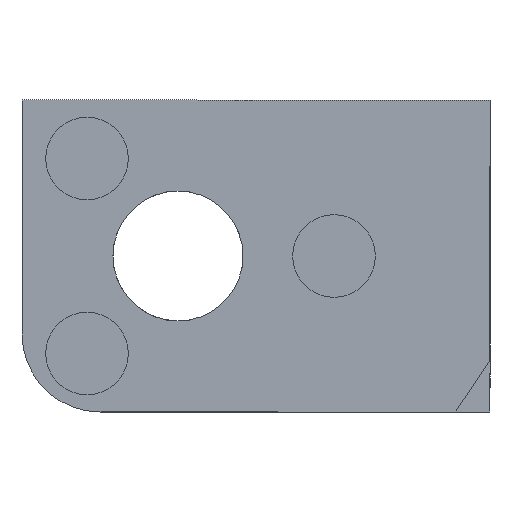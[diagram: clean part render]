
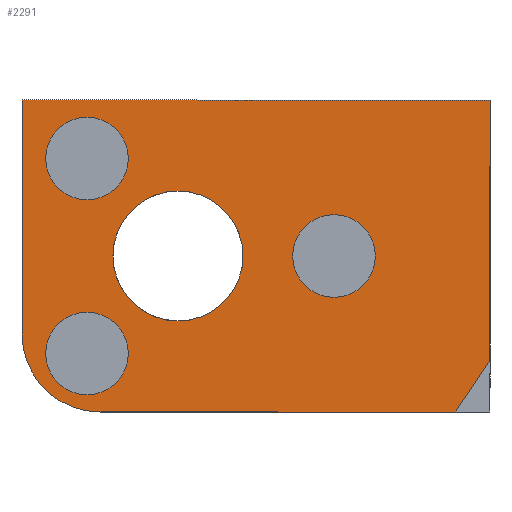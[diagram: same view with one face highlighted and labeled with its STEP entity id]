
A CAD part, front view. The second image highlights one B-rep face of the part: STEP entity #2291.
In plain terms, the highlighted planar face has unit normal (0, -1, 0).
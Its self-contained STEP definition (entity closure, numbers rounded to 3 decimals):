
#40 = EDGE_CURVE ( 'NONE', #1144, #1186, #1681, .T. ) ;
#66 = EDGE_CURVE ( 'NONE', #1075, #2789, #663, .T. ) ;
#99 = CARTESIAN_POINT ( 'NONE',  ( -4.5, 0., -1.5 ) ) ;
#115 = EDGE_CURVE ( 'NONE', #1017, #1578, #2757, .T. ) ;
#131 = VECTOR ( 'NONE', #1199, 1000. ) ;
#161 = CARTESIAN_POINT ( 'NONE',  ( -3.25, 0., -1.08 ) ) ;
#178 = DIRECTION ( 'NONE',  ( 0., 0., -1. ) ) ;
#210 = VERTEX_POINT ( 'NONE', #1122 ) ;
#223 = DIRECTION ( 'NONE',  ( 0., 0., -1. ) ) ;
#226 = AXIS2_PLACEMENT_3D ( 'NONE', #1812, #379, #2508 ) ;
#312 = VECTOR ( 'NONE', #1804, 1000. ) ;
#336 = CARTESIAN_POINT ( 'NONE',  ( -3.25, 0., 1.875 ) ) ;
#372 = CARTESIAN_POINT ( 'NONE',  ( -1.5, 0., 0. ) ) ;
#379 = DIRECTION ( 'NONE',  ( 0., -1., 0. ) ) ;
#395 = DIRECTION ( 'NONE',  ( 0., -1., 0. ) ) ;
#420 = EDGE_CURVE ( 'NONE', #1853, #1849, #1027, .T. ) ;
#421 = DIRECTION ( 'NONE',  ( 0., 0., -1. ) ) ;
#447 = ORIENTED_EDGE ( 'NONE', *, *, #66, .F. ) ;
#498 = EDGE_CURVE ( 'NONE', #1409, #2423, #1860, .T. ) ;
#521 = VECTOR ( 'NONE', #1322, 1000. ) ;
#564 = ORIENTED_EDGE ( 'NONE', *, *, #2255, .F. ) ;
#597 = CARTESIAN_POINT ( 'NONE',  ( 4.5, 0., -3. ) ) ;
#663 = CIRCLE ( 'NONE', #2190, 0.795 ) ;
#667 = ORIENTED_EDGE ( 'NONE', *, *, #420, .F. ) ;
#673 = CIRCLE ( 'NONE', #2065, 1.25 ) ;
#728 = ORIENTED_EDGE ( 'NONE', *, *, #498, .F. ) ;
#825 = EDGE_LOOP ( 'NONE', ( #2164, #667 ) ) ;
#841 = EDGE_CURVE ( 'NONE', #2789, #1075, #2643, .T. ) ;
#859 = AXIS2_PLACEMENT_3D ( 'NONE', #2999, #2292, #178 ) ;
#863 = DIRECTION ( 'NONE',  ( 0., 0., -1. ) ) ;
#1017 = VERTEX_POINT ( 'NONE', #1844 ) ;
#1027 = CIRCLE ( 'NONE', #2085, 0.795 ) ;
#1032 = ORIENTED_EDGE ( 'NONE', *, *, #841, .F. ) ;
#1057 = CARTESIAN_POINT ( 'NONE',  ( 1.5, 0., 0.795 ) ) ;
#1071 = CARTESIAN_POINT ( 'NONE',  ( -3., 0., -1.5 ) ) ;
#1075 = VERTEX_POINT ( 'NONE', #161 ) ;
#1105 = AXIS2_PLACEMENT_3D ( 'NONE', #1071, #1313, #863 ) ;
#1119 = VECTOR ( 'NONE', #2332, 1000. ) ;
#1122 = CARTESIAN_POINT ( 'NONE',  ( -3., 0., -3. ) ) ;
#1142 = PLANE ( 'NONE',  #1680 ) ;
#1144 = VERTEX_POINT ( 'NONE', #1650 ) ;
#1186 = VERTEX_POINT ( 'NONE', #1473 ) ;
#1199 = DIRECTION ( 'NONE',  ( -0.555, 0., -0.832 ) ) ;
#1231 = ORIENTED_EDGE ( 'NONE', *, *, #1404, .T. ) ;
#1249 = CARTESIAN_POINT ( 'NONE',  ( -3.25, 0., -1.875 ) ) ;
#1257 = DIRECTION ( 'NONE',  ( 0., -1., 0. ) ) ;
#1313 = DIRECTION ( 'NONE',  ( 0., -1., 0. ) ) ;
#1322 = DIRECTION ( 'NONE',  ( 1., 0., 0. ) ) ;
#1323 = EDGE_CURVE ( 'NONE', #1578, #1017, #1974, .T. ) ;
#1331 = DIRECTION ( 'NONE',  ( 0., -1., 0. ) ) ;
#1338 = CARTESIAN_POINT ( 'NONE',  ( 1.5, 0., 0. ) ) ;
#1347 = FACE_BOUND ( 'NONE', #825, .T. ) ;
#1394 = CARTESIAN_POINT ( 'NONE',  ( 0., 0., 0. ) ) ;
#1404 = EDGE_CURVE ( 'NONE', #3012, #210, #1467, .T. ) ;
#1409 = VERTEX_POINT ( 'NONE', #1499 ) ;
#1417 = FACE_BOUND ( 'NONE', #2601, .T. ) ;
#1423 = EDGE_CURVE ( 'NONE', #2423, #1409, #673, .T. ) ;
#1460 = ORIENTED_EDGE ( 'NONE', *, *, #2323, .F. ) ;
#1467 = CIRCLE ( 'NONE', #1105, 1.5 ) ;
#1473 = CARTESIAN_POINT ( 'NONE',  ( 4.5, 0., 3. ) ) ;
#1498 = ORIENTED_EDGE ( 'NONE', *, *, #40, .F. ) ;
#1499 = CARTESIAN_POINT ( 'NONE',  ( -1.5, 0., 1.25 ) ) ;
#1578 = VERTEX_POINT ( 'NONE', #2114 ) ;
#1631 = DIRECTION ( 'NONE',  ( 0., -1., 0. ) ) ;
#1650 = CARTESIAN_POINT ( 'NONE',  ( -4.5, 0., 3. ) ) ;
#1680 = AXIS2_PLACEMENT_3D ( 'NONE', #1394, #1631, #223 ) ;
#1681 = LINE ( 'NONE', #2971, #521 ) ;
#1715 = DIRECTION ( 'NONE',  ( 0., 0., -1. ) ) ;
#1753 = FACE_OUTER_BOUND ( 'NONE', #2005, .T. ) ;
#1788 = LINE ( 'NONE', #2586, #1119 ) ;
#1804 = DIRECTION ( 'NONE',  ( 0., 0., 1. ) ) ;
#1812 = CARTESIAN_POINT ( 'NONE',  ( -3.25, 0., 1.875 ) ) ;
#1820 = LINE ( 'NONE', #597, #1851 ) ;
#1832 = ORIENTED_EDGE ( 'NONE', *, *, #1323, .F. ) ;
#1844 = CARTESIAN_POINT ( 'NONE',  ( -3.25, 0., 1.08 ) ) ;
#1849 = VERTEX_POINT ( 'NONE', #2446 ) ;
#1851 = VECTOR ( 'NONE', #2195, 1000. ) ;
#1853 = VERTEX_POINT ( 'NONE', #1057 ) ;
#1860 = CIRCLE ( 'NONE', #859, 1.25 ) ;
#1926 = CARTESIAN_POINT ( 'NONE',  ( -3.25, 0., -2.67 ) ) ;
#1943 = VERTEX_POINT ( 'NONE', #2518 ) ;
#1974 = CIRCLE ( 'NONE', #2424, 0.795 ) ;
#2005 = EDGE_LOOP ( 'NONE', ( #1460, #564, #1498, #2936, #1231, #2047 ) ) ;
#2047 = ORIENTED_EDGE ( 'NONE', *, *, #3010, .F. ) ;
#2065 = AXIS2_PLACEMENT_3D ( 'NONE', #372, #1331, #2747 ) ;
#2085 = AXIS2_PLACEMENT_3D ( 'NONE', #2927, #2188, #1715 ) ;
#2114 = CARTESIAN_POINT ( 'NONE',  ( -3.25, 0., 2.67 ) ) ;
#2159 = AXIS2_PLACEMENT_3D ( 'NONE', #1338, #2294, #2299 ) ;
#2164 = ORIENTED_EDGE ( 'NONE', *, *, #2544, .F. ) ;
#2169 = CARTESIAN_POINT ( 'NONE',  ( 4.5, 0., -2.007 ) ) ;
#2188 = DIRECTION ( 'NONE',  ( 0., -1., 0. ) ) ;
#2190 = AXIS2_PLACEMENT_3D ( 'NONE', #2300, #395, #421 ) ;
#2195 = DIRECTION ( 'NONE',  ( -1., 0., 0. ) ) ;
#2217 = VERTEX_POINT ( 'NONE', #2944 ) ;
#2255 = EDGE_CURVE ( 'NONE', #1186, #1943, #1788, .T. ) ;
#2291 = ADVANCED_FACE ( 'NONE', ( #1753, #1347, #1417, #2987, #2943 ), #1142, .T. ) ;
#2292 = DIRECTION ( 'NONE',  ( 0., -1., 0. ) ) ;
#2294 = DIRECTION ( 'NONE',  ( 0., -1., 0. ) ) ;
#2299 = DIRECTION ( 'NONE',  ( 0., 0., -1. ) ) ;
#2300 = CARTESIAN_POINT ( 'NONE',  ( -3.25, 0., -1.875 ) ) ;
#2323 = EDGE_CURVE ( 'NONE', #1943, #2217, #2463, .T. ) ;
#2332 = DIRECTION ( 'NONE',  ( 0., 0., -1. ) ) ;
#2416 = ORIENTED_EDGE ( 'NONE', *, *, #115, .F. ) ;
#2423 = VERTEX_POINT ( 'NONE', #2625 ) ;
#2424 = AXIS2_PLACEMENT_3D ( 'NONE', #336, #2935, #2701 ) ;
#2446 = CARTESIAN_POINT ( 'NONE',  ( 1.5, 0., -0.795 ) ) ;
#2463 = LINE ( 'NONE', #2169, #131 ) ;
#2508 = DIRECTION ( 'NONE',  ( 0., 0., -1. ) ) ;
#2514 = CARTESIAN_POINT ( 'NONE',  ( -4.5, 0., -3. ) ) ;
#2518 = CARTESIAN_POINT ( 'NONE',  ( 4.5, 0., -2.007 ) ) ;
#2544 = EDGE_CURVE ( 'NONE', #1849, #1853, #2708, .T. ) ;
#2578 = AXIS2_PLACEMENT_3D ( 'NONE', #1249, #1257, #2937 ) ;
#2586 = CARTESIAN_POINT ( 'NONE',  ( 4.5, 0., -3. ) ) ;
#2601 = EDGE_LOOP ( 'NONE', ( #2416, #1832 ) ) ;
#2620 = EDGE_CURVE ( 'NONE', #3012, #1144, #2871, .T. ) ;
#2625 = CARTESIAN_POINT ( 'NONE',  ( -1.5, 0., -1.25 ) ) ;
#2643 = CIRCLE ( 'NONE', #2578, 0.795 ) ;
#2701 = DIRECTION ( 'NONE',  ( 0., 0., -1. ) ) ;
#2708 = CIRCLE ( 'NONE', #2159, 0.795 ) ;
#2747 = DIRECTION ( 'NONE',  ( 0., 0., -1. ) ) ;
#2757 = CIRCLE ( 'NONE', #226, 0.795 ) ;
#2789 = VERTEX_POINT ( 'NONE', #1926 ) ;
#2871 = LINE ( 'NONE', #2514, #312 ) ;
#2884 = EDGE_LOOP ( 'NONE', ( #3070, #728 ) ) ;
#2927 = CARTESIAN_POINT ( 'NONE',  ( 1.5, 0., 0. ) ) ;
#2935 = DIRECTION ( 'NONE',  ( 0., -1., 0. ) ) ;
#2936 = ORIENTED_EDGE ( 'NONE', *, *, #2620, .F. ) ;
#2937 = DIRECTION ( 'NONE',  ( 0., 0., -1. ) ) ;
#2940 = EDGE_LOOP ( 'NONE', ( #1032, #447 ) ) ;
#2943 = FACE_BOUND ( 'NONE', #2884, .T. ) ;
#2944 = CARTESIAN_POINT ( 'NONE',  ( 3.838, 0., -3. ) ) ;
#2971 = CARTESIAN_POINT ( 'NONE',  ( 4.5, 0., 3. ) ) ;
#2987 = FACE_BOUND ( 'NONE', #2940, .T. ) ;
#2999 = CARTESIAN_POINT ( 'NONE',  ( -1.5, 0., 0. ) ) ;
#3010 = EDGE_CURVE ( 'NONE', #2217, #210, #1820, .T. ) ;
#3012 = VERTEX_POINT ( 'NONE', #99 ) ;
#3070 = ORIENTED_EDGE ( 'NONE', *, *, #1423, .F. ) ;
